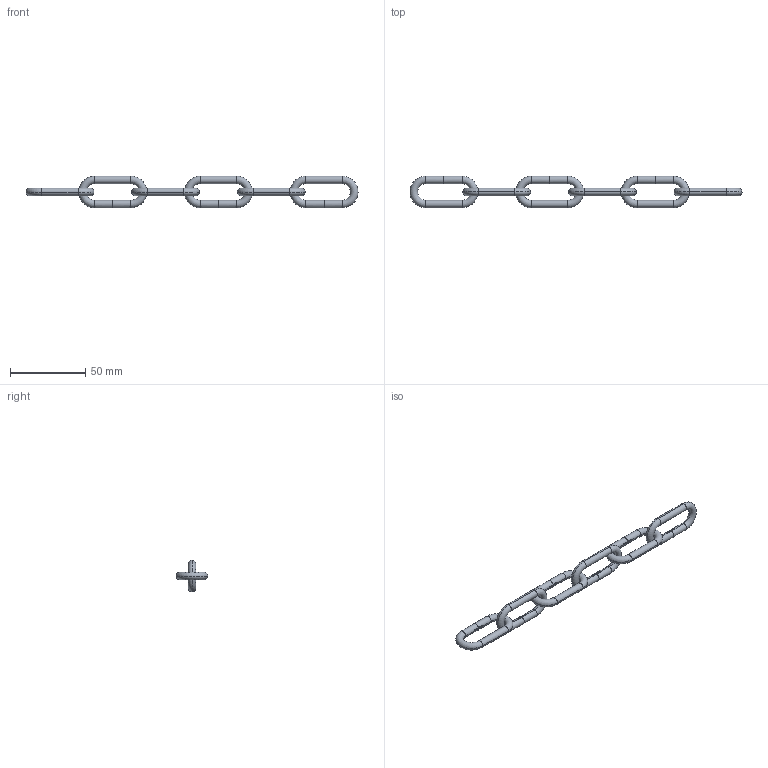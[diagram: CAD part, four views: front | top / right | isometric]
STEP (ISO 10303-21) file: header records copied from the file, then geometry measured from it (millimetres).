
FILE_DESCRIPTION (( 'STEP AP203' ), '1' );
FILE_NAME ('101200005.STEP', '2018-03-15T09:13:34', ( '' ), ( '' ), 'SwSTEP 2.0', 'SolidWorks 2015', '' );
FILE_SCHEMA (( 'CONFIG_CONTROL_DESIGN' ));
Length unit declared in the file: millimetre
Products named in the file (2): 101200005; 101100004 Teil1_101200005
Assembly tree (6 placements, depth 2):
  101200005
    101100004 Teil1_101200005  x6
Bounding box: 220 x 21 x 21 mm (x, y, z)
Volume: 11576.1 mm3; surface area: 9285.2 mm2
Topology: 6 solids, 6 shells, 1356 faces, 3696 edges, 2388 vertices
Faces by surface type: bspline 642, plane 468, cylinder 222, torus 24
Entity records: 12198 total; most frequent: CARTESIAN_POINT 6898, ORIENTED_EDGE 1232, DIRECTION 708, EDGE_CURVE 616, VERTEX_POINT 398, VECTOR 284, LINE 284, EDGE_LOOP 234
